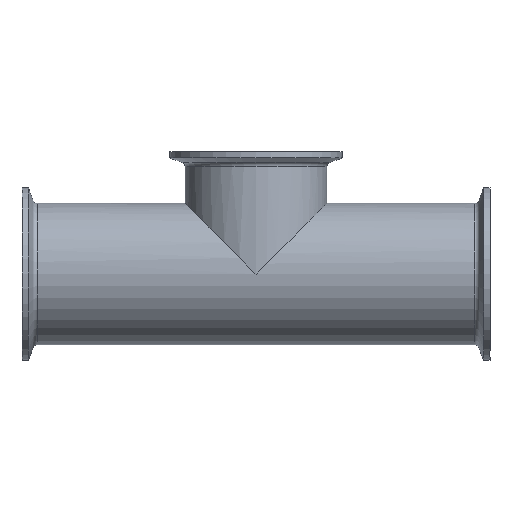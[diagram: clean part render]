
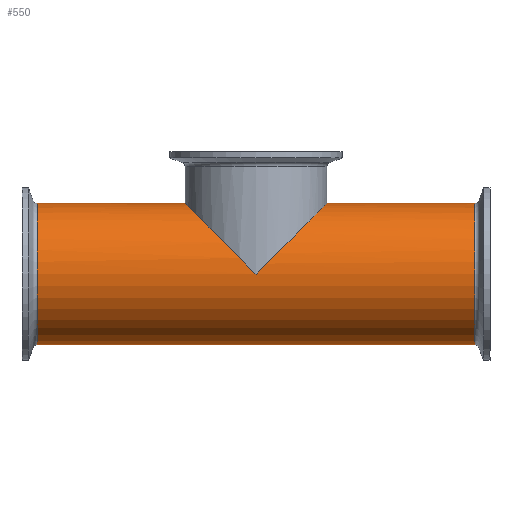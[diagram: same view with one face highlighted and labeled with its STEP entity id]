
A CAD part, front view. The second image highlights one B-rep face of the part: STEP entity #550.
In plain terms, the highlighted cylindrical face has radius 31.75 mm (diameter 63.5 mm), a full revolution.
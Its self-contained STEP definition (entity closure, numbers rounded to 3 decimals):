
#27=ELLIPSE('',#599,44.901,31.75);
#28=ELLIPSE('',#600,44.901,31.75);
#29=ELLIPSE('',#601,44.901,31.75);
#35=CYLINDRICAL_SURFACE('',#632,31.75);
#46=LINE('',#987,#64);
#47=LINE('',#988,#65);
#64=VECTOR('',#787,31.75);
#65=VECTOR('',#788,31.75);
#98=FACE_OUTER_BOUND('',#134,.T.);
#134=EDGE_LOOP('',(#418,#419,#420,#421,#422,#423,#424,#425,#426,#427,#428));
#181=CIRCLE('',#628,31.75);
#182=CIRCLE('',#629,31.75);
#184=CIRCLE('',#633,31.75);
#185=CIRCLE('',#634,31.75);
#223=VERTEX_POINT('',#925);
#224=VERTEX_POINT('',#927);
#225=VERTEX_POINT('',#929);
#239=VERTEX_POINT('',#973);
#240=VERTEX_POINT('',#975);
#242=VERTEX_POINT('',#983);
#243=VERTEX_POINT('',#984);
#280=EDGE_CURVE('',#224,#223,#27,.T.);
#281=EDGE_CURVE('',#225,#224,#28,.T.);
#282=EDGE_CURVE('',#223,#225,#29,.T.);
#303=EDGE_CURVE('',#239,#240,#181,.T.);
#304=EDGE_CURVE('',#240,#239,#182,.T.);
#307=EDGE_CURVE('',#242,#243,#184,.T.);
#308=EDGE_CURVE('',#243,#242,#185,.T.);
#309=EDGE_CURVE('',#243,#224,#46,.T.);
#310=EDGE_CURVE('',#224,#240,#47,.T.);
#418=ORIENTED_EDGE('',*,*,#307,.F.);
#419=ORIENTED_EDGE('',*,*,#308,.F.);
#420=ORIENTED_EDGE('',*,*,#309,.T.);
#421=ORIENTED_EDGE('',*,*,#310,.T.);
#422=ORIENTED_EDGE('',*,*,#303,.F.);
#423=ORIENTED_EDGE('',*,*,#304,.F.);
#424=ORIENTED_EDGE('',*,*,#310,.F.);
#425=ORIENTED_EDGE('',*,*,#280,.T.);
#426=ORIENTED_EDGE('',*,*,#282,.T.);
#427=ORIENTED_EDGE('',*,*,#281,.T.);
#428=ORIENTED_EDGE('',*,*,#309,.F.);
#550=ADVANCED_FACE('',(#98),#35,.T.);
#599=AXIS2_PLACEMENT_3D('',#928,#711,#712);
#600=AXIS2_PLACEMENT_3D('',#930,#713,#714);
#601=AXIS2_PLACEMENT_3D('',#931,#715,#716);
#628=AXIS2_PLACEMENT_3D('',#976,#772,#773);
#629=AXIS2_PLACEMENT_3D('',#977,#774,#775);
#632=AXIS2_PLACEMENT_3D('',#982,#781,#782);
#633=AXIS2_PLACEMENT_3D('',#985,#783,#784);
#634=AXIS2_PLACEMENT_3D('',#986,#785,#786);
#711=DIRECTION('center_axis',(-0.707,0.,-0.707));
#712=DIRECTION('ref_axis',(0.707,0.,-0.707));
#713=DIRECTION('center_axis',(0.707,0.,-0.707));
#714=DIRECTION('ref_axis',(0.707,0.,0.707));
#715=DIRECTION('center_axis',(-0.707,0.,-0.707));
#716=DIRECTION('ref_axis',(0.707,0.,-0.707));
#772=DIRECTION('center_axis',(-1.,0.,0.));
#773=DIRECTION('ref_axis',(0.,0.,-1.));
#774=DIRECTION('center_axis',(-1.,0.,0.));
#775=DIRECTION('ref_axis',(0.,0.,-1.));
#781=DIRECTION('center_axis',(1.,0.,0.));
#782=DIRECTION('ref_axis',(0.,1.,0.));
#783=DIRECTION('center_axis',(1.,0.,0.));
#784=DIRECTION('ref_axis',(0.,0.,-1.));
#785=DIRECTION('center_axis',(1.,0.,0.));
#786=DIRECTION('ref_axis',(0.,0.,-1.));
#787=DIRECTION('',(-1.,0.,0.));
#788=DIRECTION('',(-1.,0.,0.));
#925=CARTESIAN_POINT('',(-31.75,0.,31.75));
#927=CARTESIAN_POINT('',(0.,-31.75,0.));
#928=CARTESIAN_POINT('Origin',(0.,0.,0.));
#929=CARTESIAN_POINT('',(0.,31.75,0.));
#930=CARTESIAN_POINT('Origin',(0.,0.,0.));
#931=CARTESIAN_POINT('Origin',(0.,0.,0.));
#973=CARTESIAN_POINT('',(-98.202,0.,31.75));
#975=CARTESIAN_POINT('',(-98.202,-31.75,0.));
#976=CARTESIAN_POINT('Origin',(-98.202,0.,0.));
#977=CARTESIAN_POINT('Origin',(-98.202,0.,0.));
#982=CARTESIAN_POINT('Origin',(0.,0.,0.));
#983=CARTESIAN_POINT('',(98.202,0.,-31.75));
#984=CARTESIAN_POINT('',(98.202,-31.75,0.));
#985=CARTESIAN_POINT('Origin',(98.202,0.,0.));
#986=CARTESIAN_POINT('Origin',(98.202,0.,0.));
#987=CARTESIAN_POINT('',(0.,-31.75,0.));
#988=CARTESIAN_POINT('',(0.,-31.75,0.));
